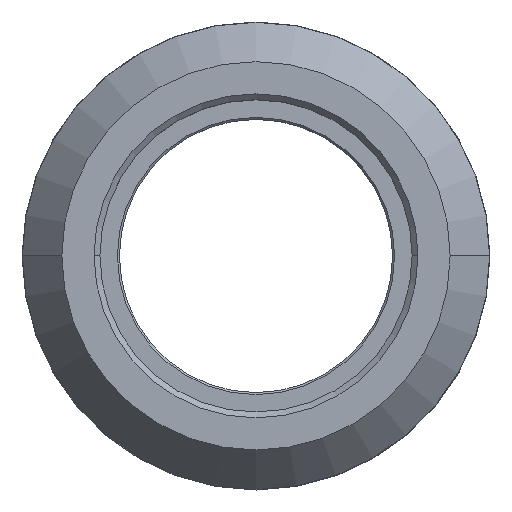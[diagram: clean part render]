
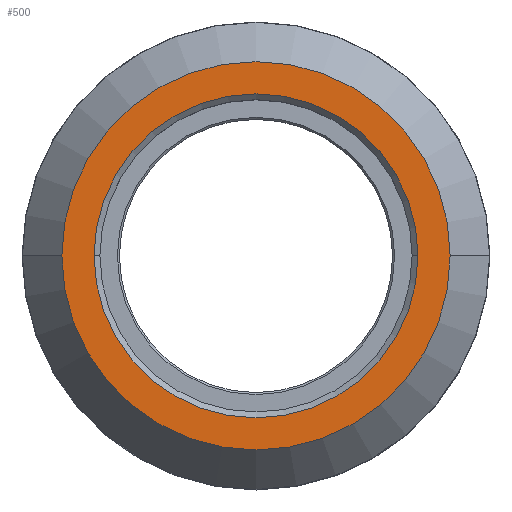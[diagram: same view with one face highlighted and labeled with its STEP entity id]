
A CAD part, top view. The second image highlights one B-rep face of the part: STEP entity #500.
In plain terms, the highlighted planar face has unit normal (0, 0, 1).
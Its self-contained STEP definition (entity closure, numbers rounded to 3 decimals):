
#14 = CIRCLE ( 'NONE', #389, 9.95 ) ;
#40 = AXIS2_PLACEMENT_3D ( 'NONE', #318, #393, #111 ) ;
#43 = DIRECTION ( 'NONE',  ( 1., 0., 0. ) ) ;
#53 = EDGE_LOOP ( 'NONE', ( #382, #440 ) ) ;
#60 = CIRCLE ( 'NONE', #884, 8.3 ) ;
#83 = CIRCLE ( 'NONE', #811, 8.3 ) ;
#94 = CARTESIAN_POINT ( 'NONE',  ( 0., 0., 2.56 ) ) ;
#111 = DIRECTION ( 'NONE',  ( 1., 0., 0. ) ) ;
#156 = DIRECTION ( 'NONE',  ( 1., 0., 0. ) ) ;
#179 = DIRECTION ( 'NONE',  ( 0., 0., 1. ) ) ;
#212 = EDGE_CURVE ( 'NONE', #719, #813, #60, .T. ) ;
#235 = ORIENTED_EDGE ( 'NONE', *, *, #878, .T. ) ;
#273 = VERTEX_POINT ( 'NONE', #566 ) ;
#289 = DIRECTION ( 'NONE',  ( 1., 0., 0. ) ) ;
#292 = EDGE_CURVE ( 'NONE', #813, #719, #83, .T. ) ;
#318 = CARTESIAN_POINT ( 'NONE',  ( 0., 0., 2.56 ) ) ;
#328 = AXIS2_PLACEMENT_3D ( 'NONE', #868, #179, #43 ) ;
#330 = FACE_OUTER_BOUND ( 'NONE', #558, .T. ) ;
#364 = DIRECTION ( 'NONE',  ( 1., 0., 0. ) ) ;
#382 = ORIENTED_EDGE ( 'NONE', *, *, #212, .T. ) ;
#389 = AXIS2_PLACEMENT_3D ( 'NONE', #94, #635, #289 ) ;
#393 = DIRECTION ( 'NONE',  ( 0., 0., 1. ) ) ;
#433 = CARTESIAN_POINT ( 'NONE',  ( 0., 0., 2.56 ) ) ;
#440 = ORIENTED_EDGE ( 'NONE', *, *, #292, .T. ) ;
#442 = EDGE_CURVE ( 'NONE', #550, #273, #530, .T. ) ;
#487 = CARTESIAN_POINT ( 'NONE',  ( 8.3, 0., 2.56 ) ) ;
#496 = CARTESIAN_POINT ( 'NONE',  ( -8.3, 0., 2.56 ) ) ;
#500 = ADVANCED_FACE ( 'NONE', ( #706, #330 ), #863, .T. ) ;
#530 = CIRCLE ( 'NONE', #40, 9.95 ) ;
#550 = VERTEX_POINT ( 'NONE', #726 ) ;
#558 = EDGE_LOOP ( 'NONE', ( #780, #235 ) ) ;
#566 = CARTESIAN_POINT ( 'NONE',  ( 9.95, 0., 2.56 ) ) ;
#633 = CARTESIAN_POINT ( 'NONE',  ( 0., 0., 2.56 ) ) ;
#635 = DIRECTION ( 'NONE',  ( 0., 0., 1. ) ) ;
#637 = DIRECTION ( 'NONE',  ( 0., 0., -1. ) ) ;
#706 = FACE_BOUND ( 'NONE', #53, .T. ) ;
#719 = VERTEX_POINT ( 'NONE', #487 ) ;
#726 = CARTESIAN_POINT ( 'NONE',  ( -9.95, 0., 2.56 ) ) ;
#780 = ORIENTED_EDGE ( 'NONE', *, *, #442, .T. ) ;
#811 = AXIS2_PLACEMENT_3D ( 'NONE', #633, #840, #156 ) ;
#813 = VERTEX_POINT ( 'NONE', #496 ) ;
#840 = DIRECTION ( 'NONE',  ( 0., 0., -1. ) ) ;
#863 = PLANE ( 'NONE',  #328 ) ;
#868 = CARTESIAN_POINT ( 'NONE',  ( 0., 0., 2.56 ) ) ;
#878 = EDGE_CURVE ( 'NONE', #273, #550, #14, .T. ) ;
#884 = AXIS2_PLACEMENT_3D ( 'NONE', #433, #637, #364 ) ;
